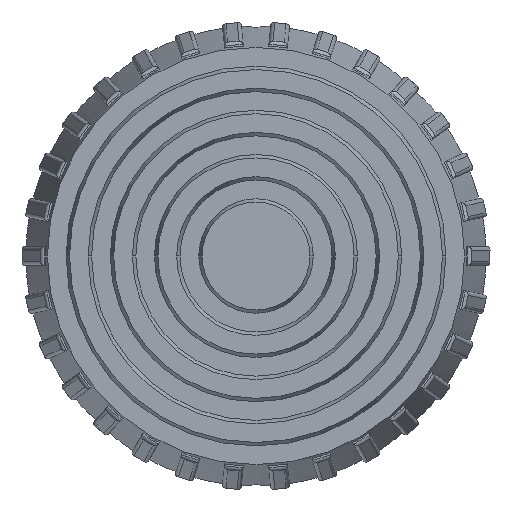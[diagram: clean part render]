
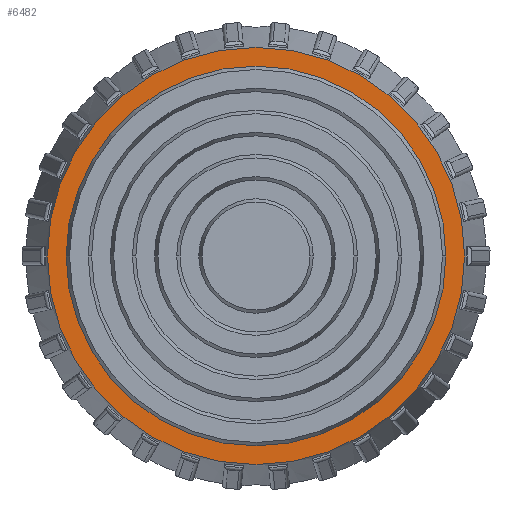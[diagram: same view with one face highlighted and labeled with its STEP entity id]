
A CAD part, front view. The second image highlights one B-rep face of the part: STEP entity #6482.
In plain terms, the highlighted planar face has unit normal (0, -1, 0).
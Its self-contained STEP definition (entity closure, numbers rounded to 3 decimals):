
#204 = AXIS2_PLACEMENT_3D ( 'NONE', #13017, #8768, #6293 ) ;
#600 = CARTESIAN_POINT ( 'NONE',  ( 0., 0.5, 0. ) ) ;
#671 = EDGE_LOOP ( 'NONE', ( #14354, #1266 ) ) ;
#882 = EDGE_CURVE ( 'NONE', #16589, #10642, #14286, .T. ) ;
#1036 = DIRECTION ( 'NONE',  ( 1., 0., 0. ) ) ;
#1199 = AXIS2_PLACEMENT_3D ( 'NONE', #12469, #15471, #11403 ) ;
#1266 = ORIENTED_EDGE ( 'NONE', *, *, #882, .F. ) ;
#1335 = VERTEX_POINT ( 'NONE', #14550 ) ;
#1812 = CIRCLE ( 'NONE', #4091, 11.154 ) ;
#2623 = CIRCLE ( 'NONE', #1199, 11.154 ) ;
#3004 = EDGE_CURVE ( 'NONE', #9238, #1335, #2623, .T. ) ;
#3305 = AXIS2_PLACEMENT_3D ( 'NONE', #4211, #9599, #4027 ) ;
#3425 = ORIENTED_EDGE ( 'NONE', *, *, #8454, .T. ) ;
#4027 = DIRECTION ( 'NONE',  ( 1., 0., 0. ) ) ;
#4091 = AXIS2_PLACEMENT_3D ( 'NONE', #600, #10702, #1036 ) ;
#4211 = CARTESIAN_POINT ( 'NONE',  ( 11.154, 0.5, 0. ) ) ;
#5093 = CARTESIAN_POINT ( 'NONE',  ( 0., 0.5, 0. ) ) ;
#5542 = FACE_OUTER_BOUND ( 'NONE', #10903, .T. ) ;
#6293 = DIRECTION ( 'NONE',  ( 1., 0., 0. ) ) ;
#6482 = ADVANCED_FACE ( 'NONE', ( #5542, #11994 ), #12082, .T. ) ;
#6689 = DIRECTION ( 'NONE',  ( 1., 0., 0. ) ) ;
#7267 = EDGE_CURVE ( 'NONE', #10642, #16589, #8692, .T. ) ;
#8454 = EDGE_CURVE ( 'NONE', #1335, #9238, #1812, .T. ) ;
#8692 = CIRCLE ( 'NONE', #204, 10.154 ) ;
#8768 = DIRECTION ( 'NONE',  ( 0., -1., 0. ) ) ;
#9238 = VERTEX_POINT ( 'NONE', #10353 ) ;
#9481 = AXIS2_PLACEMENT_3D ( 'NONE', #5093, #15889, #6689 ) ;
#9599 = DIRECTION ( 'NONE',  ( 0., -1., 0. ) ) ;
#10353 = CARTESIAN_POINT ( 'NONE',  ( 11.154, 0.5, 0. ) ) ;
#10642 = VERTEX_POINT ( 'NONE', #11318 ) ;
#10702 = DIRECTION ( 'NONE',  ( 0., -1., 0. ) ) ;
#10903 = EDGE_LOOP ( 'NONE', ( #3425, #12322 ) ) ;
#11318 = CARTESIAN_POINT ( 'NONE',  ( -10.154, 0.5, 0. ) ) ;
#11403 = DIRECTION ( 'NONE',  ( 1., 0., 0. ) ) ;
#11994 = FACE_BOUND ( 'NONE', #671, .T. ) ;
#12082 = PLANE ( 'NONE',  #3305 ) ;
#12322 = ORIENTED_EDGE ( 'NONE', *, *, #3004, .T. ) ;
#12469 = CARTESIAN_POINT ( 'NONE',  ( 0., 0.5, 0. ) ) ;
#13017 = CARTESIAN_POINT ( 'NONE',  ( 0., 0.5, 0. ) ) ;
#13220 = CARTESIAN_POINT ( 'NONE',  ( 10.154, 0.5, 0. ) ) ;
#14286 = CIRCLE ( 'NONE', #9481, 10.154 ) ;
#14354 = ORIENTED_EDGE ( 'NONE', *, *, #7267, .F. ) ;
#14550 = CARTESIAN_POINT ( 'NONE',  ( -11.154, 0.5, 0. ) ) ;
#15471 = DIRECTION ( 'NONE',  ( 0., -1., 0. ) ) ;
#15889 = DIRECTION ( 'NONE',  ( 0., -1., 0. ) ) ;
#16589 = VERTEX_POINT ( 'NONE', #13220 ) ;
